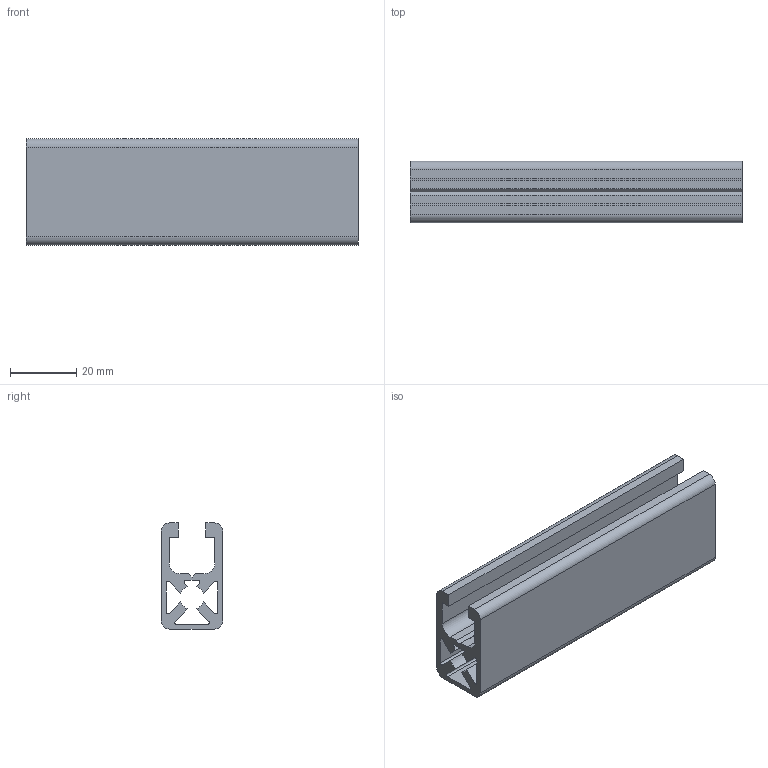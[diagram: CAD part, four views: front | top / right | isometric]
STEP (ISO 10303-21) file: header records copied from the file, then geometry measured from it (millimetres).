
FILE_DESCRIPTION (( 'STEP AP214' ), '1' );
FILE_NAME ('084.101.043.STEP', '2020-07-23T07:28:37', ( '' ), ( '' ), 'SwSTEP 2.0', 'SolidWorks 2018', '' );
FILE_SCHEMA (( 'AUTOMOTIVE_DESIGN' ));
Length unit declared in the file: millimetre
Products named in the file (1): 084.101.043
Bounding box: 100 x 18.5 x 32 mm (x, y, z)
Volume: 26431.5 mm3; surface area: 22701.7 mm2
Topology: 1 solids, 1 shells, 49 faces, 141 edges, 94 vertices
Faces by surface type: plane 29, cylinder 20
Entity records: 1653 total; most frequent: CARTESIAN_POINT 285, ORIENTED_EDGE 282, DIRECTION 281, EDGE_CURVE 141, LINE 101, VECTOR 101, VERTEX_POINT 94, AXIS2_PLACEMENT_3D 90
